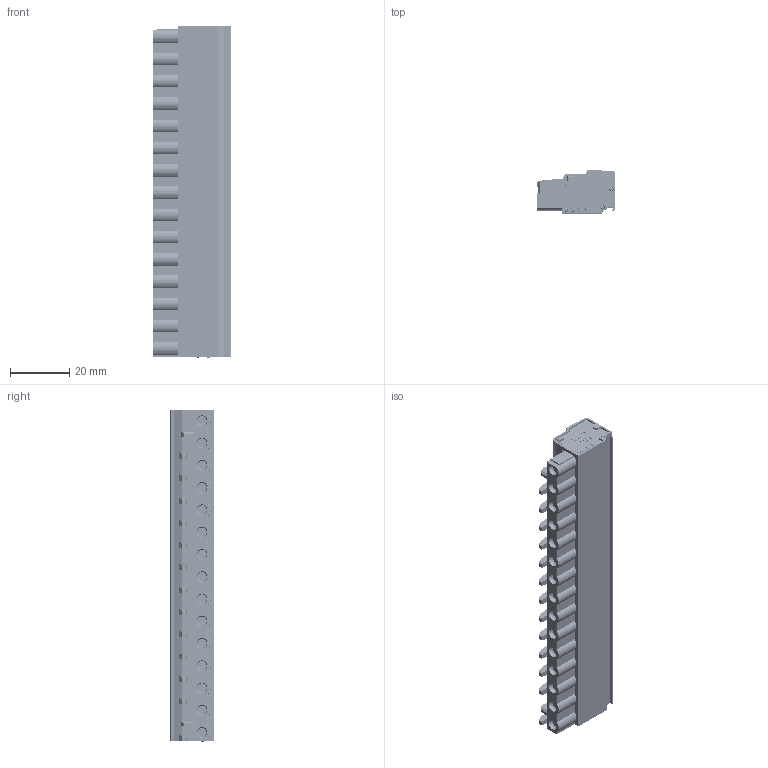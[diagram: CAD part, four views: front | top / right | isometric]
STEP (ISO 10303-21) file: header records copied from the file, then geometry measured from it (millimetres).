
FILE_DESCRIPTION(/* description */ (''),/* implementation_level */ '2;1');
FILE_NAME(/* name */ '475615.stp',/* time_stamp */ '2022-04-28T10:49:43+08:00',/* author */ (''),/* organization */ (''),/* preprocessor_version */ 'ST-DEVELOPER v16.7',/* originating_system */ 'SIEMENS PLM Software NX 12.0',/* authorisation */ '');
FILE_SCHEMA (('AUTOMOTIVE_DESIGN { 1 0 10303 214 3 1 1 1 }'));
Products named in the file (1): SP346CD99A0xt2
Bounding box: 26.5 x 14.5 x 111.8 mm (x, y, z)
Volume: 28467.1 mm3; surface area: 21429.1 mm2
Topology: 1 solids, 172 shells, 6810 faces, 16619 edges, 10326 vertices
Faces by surface type: plane 3292, cylinder 1630, torus 822, cone 724, bspline 218, extrusion 96, sphere 28
Full cylindrical faces by diameter (mm): 1 x8, 1.2 x7, 1.24 x6, 1.36 x6, 1.64 x6, 3.6 x1, 4.3 x1
Entity records: 205673 total; most frequent: CARTESIAN_POINT 44891, DIRECTION 34142, ORIENTED_EDGE 32994, EDGE_CURVE 16497, AXIS2_PLACEMENT_3D 11939, VERTEX_POINT 10305, VECTOR 10264, LINE 10168
